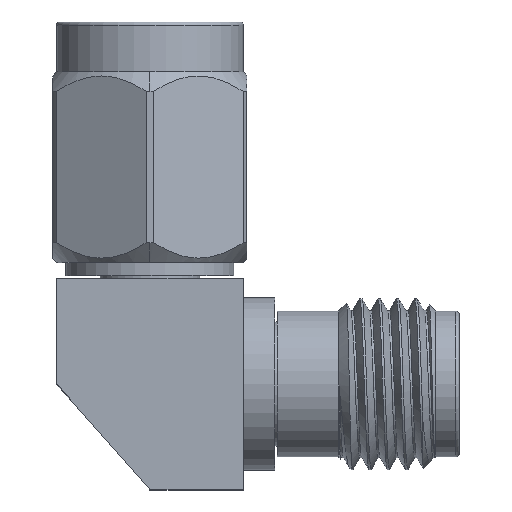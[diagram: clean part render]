
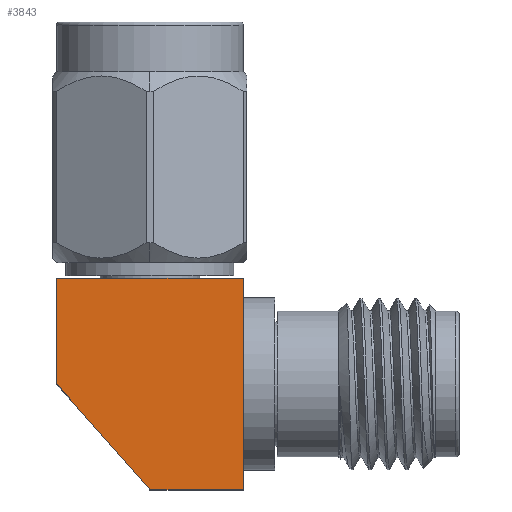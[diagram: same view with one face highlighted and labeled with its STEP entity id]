
A CAD part, top view. The second image highlights one B-rep face of the part: STEP entity #3843.
In plain terms, the highlighted planar face has unit normal (0, 0, 1).
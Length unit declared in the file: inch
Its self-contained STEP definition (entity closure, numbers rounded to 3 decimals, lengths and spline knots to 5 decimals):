
#114 = CARTESIAN_POINT ( 'NONE',  ( -0.15042, 0.17042, 0.155 ) ) ;
#177 = EDGE_CURVE ( 'NONE', #925, #1385, #1621, .T. ) ;
#283 = VECTOR ( 'NONE', #2909, 39.37008 ) ;
#301 = FACE_OUTER_BOUND ( 'NONE', #5012, .T. ) ;
#380 = EDGE_CURVE ( 'NONE', #3402, #925, #1316, .T. ) ;
#763 = DIRECTION ( 'NONE',  ( 0., -1., 0. ) ) ;
#925 = VERTEX_POINT ( 'NONE', #4275 ) ;
#1287 = VECTOR ( 'NONE', #4245, 39.37008 ) ;
#1316 = LINE ( 'NONE', #1868, #1383 ) ;
#1383 = VECTOR ( 'NONE', #6582, 39.37008 ) ;
#1385 = VERTEX_POINT ( 'NONE', #114 ) ;
#1536 = ORIENTED_EDGE ( 'NONE', *, *, #177, .T. ) ;
#1621 = LINE ( 'NONE', #3745, #3939 ) ;
#1868 = CARTESIAN_POINT ( 'NONE',  ( 0.15042, -0.17042, 0.155 ) ) ;
#2023 = LINE ( 'NONE', #6260, #1287 ) ;
#2255 = VERTEX_POINT ( 'NONE', #3080 ) ;
#2373 = AXIS2_PLACEMENT_3D ( 'NONE', #5632, #4627, #5045 ) ;
#2398 = CARTESIAN_POINT ( 'NONE',  ( -0.15042, 0., 0.155 ) ) ;
#2412 = CARTESIAN_POINT ( 'NONE',  ( -0.15042, 0., 0.155 ) ) ;
#2899 = EDGE_CURVE ( 'NONE', #5468, #2255, #3469, .T. ) ;
#2909 = DIRECTION ( 'NONE',  ( 0.662, -0.75, 0. ) ) ;
#3080 = CARTESIAN_POINT ( 'NONE',  ( 0., -0.17042, 0.155 ) ) ;
#3402 = VERTEX_POINT ( 'NONE', #3431 ) ;
#3431 = CARTESIAN_POINT ( 'NONE',  ( 0.15042, -0.17042, 0.155 ) ) ;
#3469 = LINE ( 'NONE', #2398, #283 ) ;
#3745 = CARTESIAN_POINT ( 'NONE',  ( 0.15042, 0.17042, 0.155 ) ) ;
#3843 = ADVANCED_FACE ( 'NONE', ( #301 ), #5663, .T. ) ;
#3939 = VECTOR ( 'NONE', #4857, 39.37008 ) ;
#4020 = ORIENTED_EDGE ( 'NONE', *, *, #2899, .T. ) ;
#4245 = DIRECTION ( 'NONE',  ( 1., 0., 0. ) ) ;
#4275 = CARTESIAN_POINT ( 'NONE',  ( 0.15042, 0.17042, 0.155 ) ) ;
#4627 = DIRECTION ( 'NONE',  ( 0., 0., 1. ) ) ;
#4857 = DIRECTION ( 'NONE',  ( -1., 0., 0. ) ) ;
#5012 = EDGE_LOOP ( 'NONE', ( #1536, #6153, #4020, #5952, #5618 ) ) ;
#5045 = DIRECTION ( 'NONE',  ( 1., 0., 0. ) ) ;
#5124 = LINE ( 'NONE', #5567, #5931 ) ;
#5202 = EDGE_CURVE ( 'NONE', #1385, #5468, #5124, .T. ) ;
#5446 = EDGE_CURVE ( 'NONE', #2255, #3402, #2023, .T. ) ;
#5468 = VERTEX_POINT ( 'NONE', #2412 ) ;
#5567 = CARTESIAN_POINT ( 'NONE',  ( -0.15042, 0.17042, 0.155 ) ) ;
#5618 = ORIENTED_EDGE ( 'NONE', *, *, #380, .T. ) ;
#5632 = CARTESIAN_POINT ( 'NONE',  ( 0., 0., 0.155 ) ) ;
#5663 = PLANE ( 'NONE',  #2373 ) ;
#5931 = VECTOR ( 'NONE', #763, 39.37008 ) ;
#5952 = ORIENTED_EDGE ( 'NONE', *, *, #5446, .T. ) ;
#6153 = ORIENTED_EDGE ( 'NONE', *, *, #5202, .T. ) ;
#6260 = CARTESIAN_POINT ( 'NONE',  ( 0., -0.17042, 0.155 ) ) ;
#6582 = DIRECTION ( 'NONE',  ( 0., 1., 0. ) ) ;
